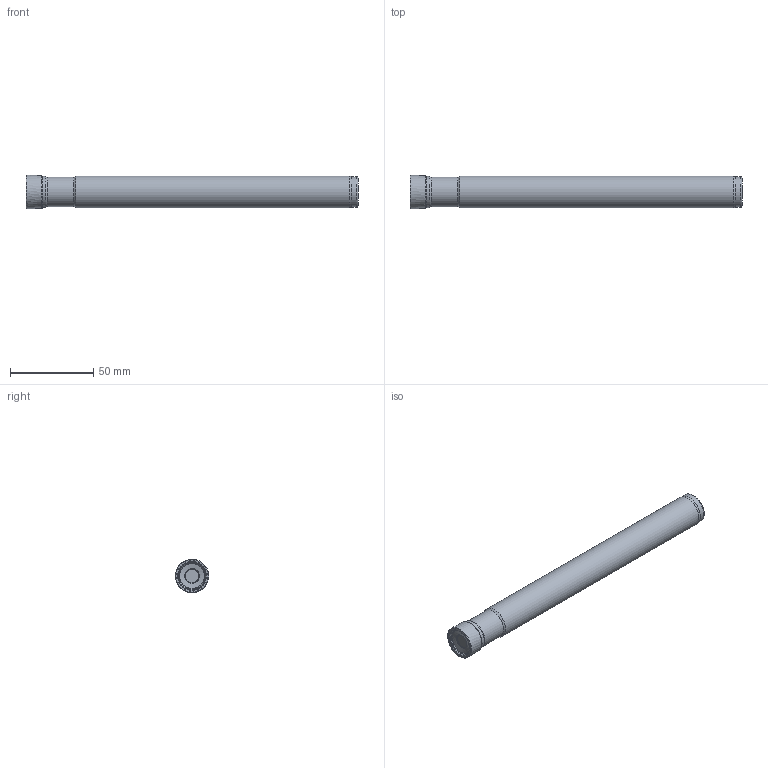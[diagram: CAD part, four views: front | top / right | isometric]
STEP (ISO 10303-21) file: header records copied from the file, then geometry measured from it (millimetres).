
FILE_DESCRIPTION(/* description */ (''),/* implementation_level */ '2;1');
FILE_NAME(/* name */ 'AEM90-RT10-D20-C19-L200-Z03.stp',/* time_stamp */ '2023-10-26T16:51:50+03:00',/* author */ (''),/* organization */ (''),/* preprocessor_version */ 'ST-DEVELOPER v19.4',/* originating_system */ 'SIEMENS PLM Software NX2306.3001',/* authorisation */ '');
FILE_SCHEMA (('AUTOMOTIVE_DESIGN { 1 0 10303 214 3 1 1 1 }'));
Length unit declared in the file: millimetre
Products named in the file (1): AEM90-RT10-D20-C19-L200-Z03
Bounding box: 199.91 x 20.03 x 20.03 mm (x, y, z)
Volume: 57795.7 mm3; surface area: 13759.6 mm2
Topology: 2 solids, 2 shells, 35 faces, 84 edges, 52 vertices
Faces by surface type: revolution 18, cone 5, torus 5, cylinder 4, plane 3
Full cylindrical faces by diameter (mm): 17.75 x1, 18.5 x1, 18.7 x1, 19 x1
Entity records: 923 total; most frequent: CARTESIAN_POINT 152, DIRECTION 140, EDGE_LOOP 68, ORIENTED_EDGE 68, FACE_BOUND 66, AXIS2_PLACEMENT_3D 58, ADVANCED_FACE 35, VERTEX_POINT 34
